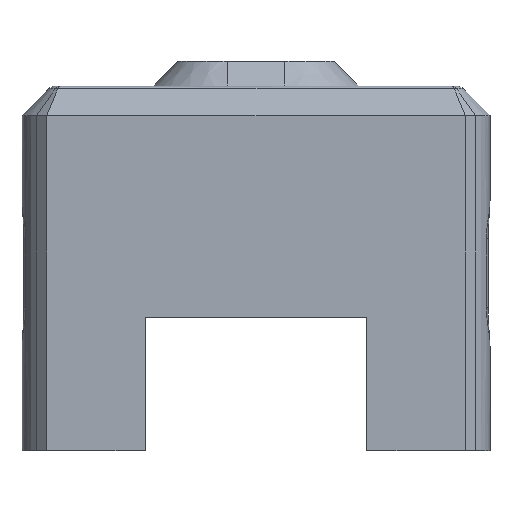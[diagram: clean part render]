
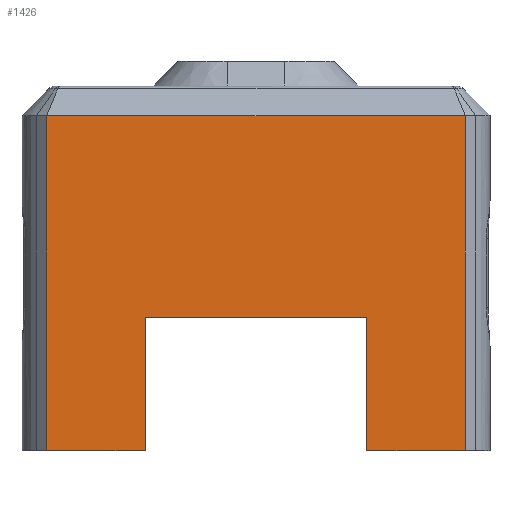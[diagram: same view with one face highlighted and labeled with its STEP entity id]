
A CAD part, front view. The second image highlights one B-rep face of the part: STEP entity #1426.
In plain terms, the highlighted planar face has unit normal (0, -1, 0).
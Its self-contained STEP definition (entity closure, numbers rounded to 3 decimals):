
#72=PLANE('',#1550);
#201=FACE_OUTER_BOUND('',#286,.T.);
#286=EDGE_LOOP('',(#1048,#1049,#1050,#1051,#1052,#1053,#1054,#1055));
#383=LINE('',#2188,#499);
#391=LINE('',#2206,#507);
#399=LINE('',#2222,#515);
#400=LINE('',#2224,#516);
#401=LINE('',#2226,#517);
#402=LINE('',#2227,#518);
#403=LINE('',#2229,#519);
#404=LINE('',#2230,#520);
#499=VECTOR('',#1776,10.);
#507=VECTOR('',#1788,10.);
#515=VECTOR('',#1800,10.);
#516=VECTOR('',#1801,10.);
#517=VECTOR('',#1802,10.);
#518=VECTOR('',#1803,10.);
#519=VECTOR('',#1804,10.);
#520=VECTOR('',#1805,10.);
#609=VERTEX_POINT('',#2145);
#623=VERTEX_POINT('',#2186);
#624=VERTEX_POINT('',#2187);
#631=VERTEX_POINT('',#2204);
#632=VERTEX_POINT('',#2205);
#639=VERTEX_POINT('',#2223);
#640=VERTEX_POINT('',#2225);
#641=VERTEX_POINT('',#2228);
#777=EDGE_CURVE('',#623,#624,#383,.T.);
#785=EDGE_CURVE('',#631,#632,#391,.T.);
#793=EDGE_CURVE('',#624,#631,#399,.T.);
#794=EDGE_CURVE('',#632,#639,#400,.T.);
#795=EDGE_CURVE('',#640,#639,#401,.T.);
#796=EDGE_CURVE('',#609,#640,#402,.T.);
#797=EDGE_CURVE('',#609,#641,#403,.T.);
#798=EDGE_CURVE('',#641,#623,#404,.T.);
#1048=ORIENTED_EDGE('',*,*,#777,.T.);
#1049=ORIENTED_EDGE('',*,*,#793,.T.);
#1050=ORIENTED_EDGE('',*,*,#785,.T.);
#1051=ORIENTED_EDGE('',*,*,#794,.T.);
#1052=ORIENTED_EDGE('',*,*,#795,.F.);
#1053=ORIENTED_EDGE('',*,*,#796,.F.);
#1054=ORIENTED_EDGE('',*,*,#797,.T.);
#1055=ORIENTED_EDGE('',*,*,#798,.T.);
#1426=ADVANCED_FACE('',(#201),#72,.T.);
#1550=AXIS2_PLACEMENT_3D('',#2221,#1798,#1799);
#1776=DIRECTION('',(0.,0.,1.));
#1788=DIRECTION('',(0.,0.,-1.));
#1798=DIRECTION('center_axis',(0.,-1.,0.));
#1799=DIRECTION('ref_axis',(0.,0.,-1.));
#1800=DIRECTION('',(1.,0.,0.));
#1801=DIRECTION('',(1.,0.,0.));
#1802=DIRECTION('',(0.,0.,-1.));
#1803=DIRECTION('',(1.,0.,0.));
#1804=DIRECTION('',(0.,0.,-1.));
#1805=DIRECTION('',(1.,0.,0.));
#2145=CARTESIAN_POINT('',(-2.95,0.525,12.3));
#2186=CARTESIAN_POINT('',(-0.95,0.525,5.5));
#2187=CARTESIAN_POINT('',(-0.95,0.525,8.2));
#2188=CARTESIAN_POINT('',(-0.95,0.525,5.7));
#2204=CARTESIAN_POINT('',(3.55,0.525,8.2));
#2205=CARTESIAN_POINT('',(3.55,0.525,5.5));
#2206=CARTESIAN_POINT('',(3.55,0.525,5.7));
#2221=CARTESIAN_POINT('Origin',(-3.45,0.525,4.4));
#2222=CARTESIAN_POINT('',(-2.074,0.525,8.2));
#2223=CARTESIAN_POINT('',(5.55,0.525,5.5));
#2224=CARTESIAN_POINT('',(-1.075,0.525,5.5));
#2225=CARTESIAN_POINT('',(5.55,0.525,12.3));
#2226=CARTESIAN_POINT('',(5.55,0.525,4.4));
#2227=CARTESIAN_POINT('',(-1.075,0.525,12.3));
#2228=CARTESIAN_POINT('',(-2.95,0.525,5.5));
#2229=CARTESIAN_POINT('',(-2.95,0.525,5.9));
#2230=CARTESIAN_POINT('',(-1.075,0.525,5.5));
